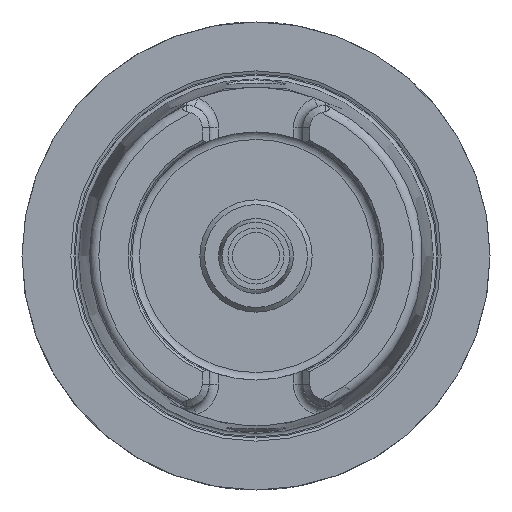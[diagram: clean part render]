
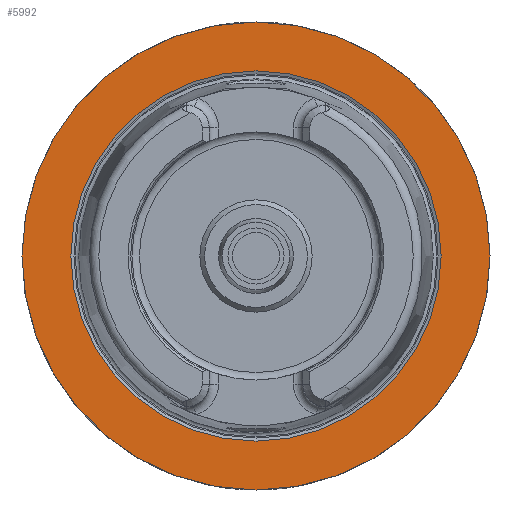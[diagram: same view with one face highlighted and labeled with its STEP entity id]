
A CAD part, left-side view. The second image highlights one B-rep face of the part: STEP entity #5992.
In plain terms, the highlighted planar face has unit normal (-1, 0, 0).
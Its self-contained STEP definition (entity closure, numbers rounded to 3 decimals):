
#5108=CARTESIAN_POINT('',(0.,50.0,0.0));
#5109=VERTEX_POINT('',#5108);
#5110=CARTESIAN_POINT('',(0.,0.,0.0));
#5111=DIRECTION('',(1.0,0.0,0.0));
#5112=DIRECTION('',(0.0,1.0,0.0));
#5113=AXIS2_PLACEMENT_3D('',#5110,#5111,#5112);
#5114=CIRCLE('',#5113,50.0);
#5115=EDGE_CURVE('',#5109,#5109,#5114,.T.);
#5966=CARTESIAN_POINT('',(0.,39.55,0.0));
#5967=VERTEX_POINT('',#5966);
#5968=CARTESIAN_POINT('',(0.,0.,0.0));
#5969=DIRECTION('',(1.0,0.0,0.0));
#5970=DIRECTION('',(0.0,1.0,0.0));
#5971=AXIS2_PLACEMENT_3D('',#5968,#5969,#5970);
#5972=CIRCLE('',#5971,39.55);
#5973=EDGE_CURVE('',#5967,#5967,#5972,.T.);
#5981=CARTESIAN_POINT('',(0.,44.775,0.0));
#5982=DIRECTION('',(-1.0,0.0,0.0));
#5983=DIRECTION('',(0.0,0.0,1.0));
#5984=AXIS2_PLACEMENT_3D('',#5981,#5982,#5983);
#5985=PLANE('',#5984);
#5986=ORIENTED_EDGE('',*,*,#5115,.F.);
#5987=EDGE_LOOP('',(#5986));
#5988=FACE_OUTER_BOUND('',#5987,.T.);
#5989=ORIENTED_EDGE('',*,*,#5973,.T.);
#5990=EDGE_LOOP('',(#5989));
#5991=FACE_BOUND('',#5990,.T.);
#5992=ADVANCED_FACE('',(#5988,#5991),#5985,.T.);
